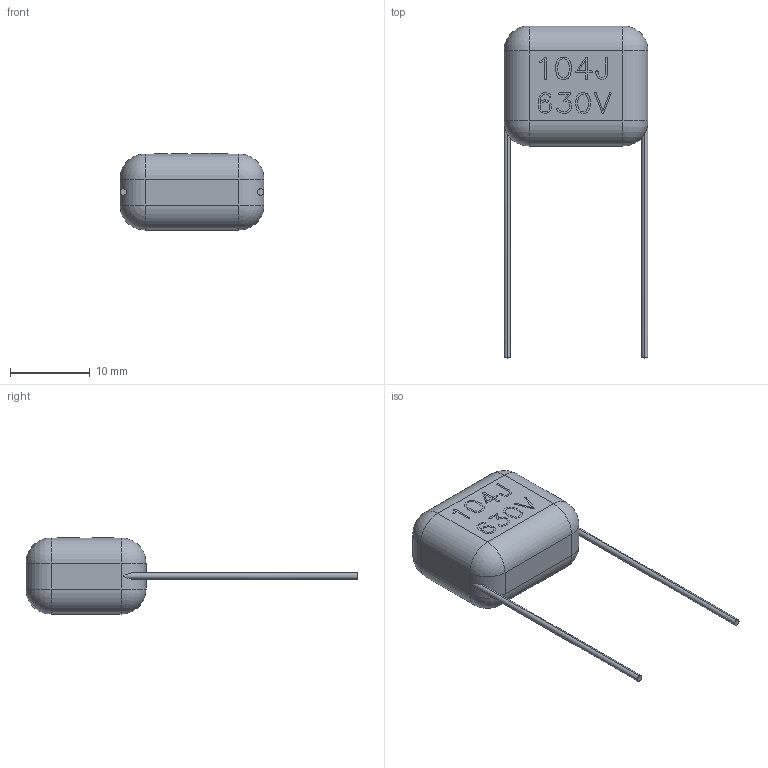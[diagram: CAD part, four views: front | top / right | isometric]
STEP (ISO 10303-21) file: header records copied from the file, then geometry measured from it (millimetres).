
FILE_DESCRIPTION (( 'STEP AP214' ), '1' );
FILE_NAME ('Hitano 100nF 630V 104J.STEP', '2023-12-25T12:10:14', ( '' ), ( '' ), 'SwSTEP 2.0', 'SolidWorks 2021', '' );
FILE_SCHEMA (( 'AUTOMOTIVE_DESIGN' ));
Length unit declared in the file: millimetre
Products named in the file (1): Hitano 100nF 630V 104J
Bounding box: 18 x 41.5 x 9.5 mm (x, y, z)
Volume: 2278 mm3; surface area: 1068.6 mm2
Topology: 1 solids, 1 shells, 297 faces, 827 edges, 538 vertices
Faces by surface type: plane 196, bspline 77, cylinder 16, sphere 8
Entity records: 14320 total; most frequent: CARTESIAN_POINT 3972, ORIENTED_EDGE 1638, DIRECTION 1131, EDGE_CURVE 819, VECTOR 633, LINE 633, VERTEX_POINT 538, EDGE_LOOP 311
